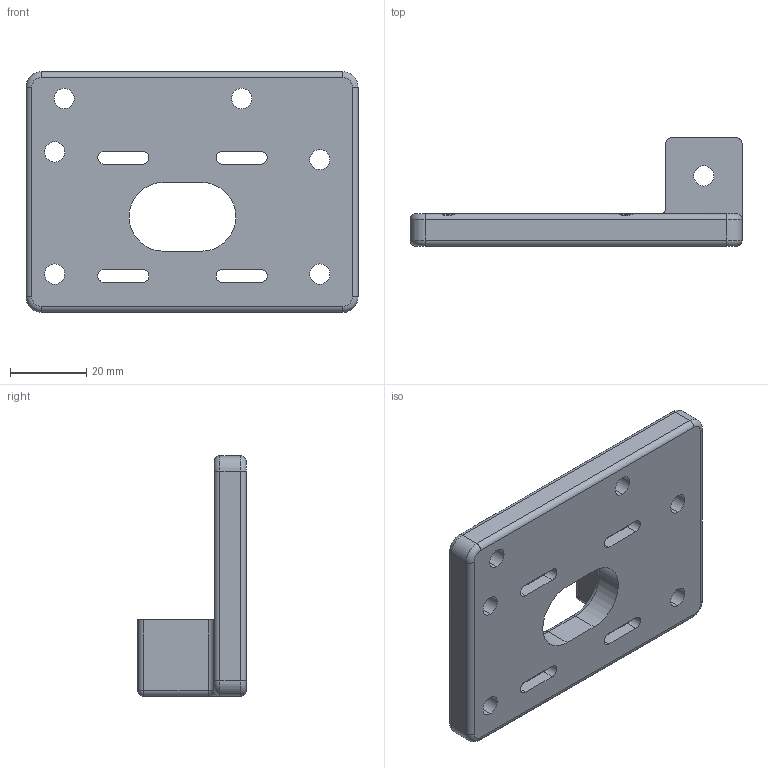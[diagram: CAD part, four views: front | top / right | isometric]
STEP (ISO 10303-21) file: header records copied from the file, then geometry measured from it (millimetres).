
FILE_DESCRIPTION (( 'STEP AP214' ), '1' );
FILE_NAME ('AmotorFrameTop.STEP', '2025-03-04T06:27:19', ( '' ), ( '' ), 'SwSTEP 2.0', 'SolidWorks 2024', '' );
FILE_SCHEMA (( 'AUTOMOTIVE_DESIGN' ));
Length unit declared in the file: millimetre
Products named in the file (1): AmotorFrameTop
Bounding box: 87 x 28.4 x 63 mm (x, y, z)
Volume: 41912.4 mm3; surface area: 16711.2 mm2
Topology: 1 solids, 1 shells, 167 faces, 414 edges, 244 vertices
Faces by surface type: cylinder 81, plane 39, torus 32, bspline 14, sphere 1
Entity records: 5663 total; most frequent: CARTESIAN_POINT 1648, DIRECTION 896, ORIENTED_EDGE 810, EDGE_CURVE 405, AXIS2_PLACEMENT_3D 368, VERTEX_POINT 244, CIRCLE 214, EDGE_LOOP 197
